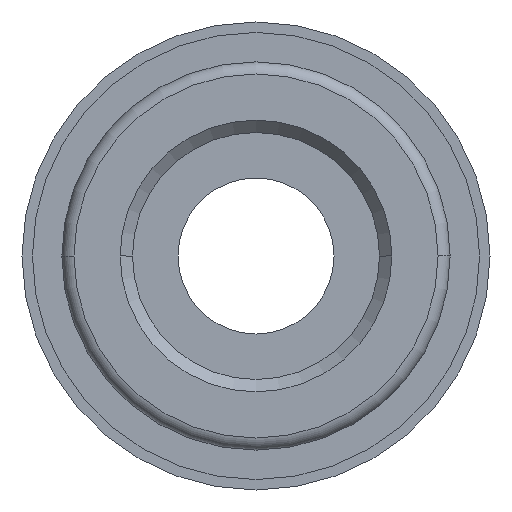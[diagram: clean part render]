
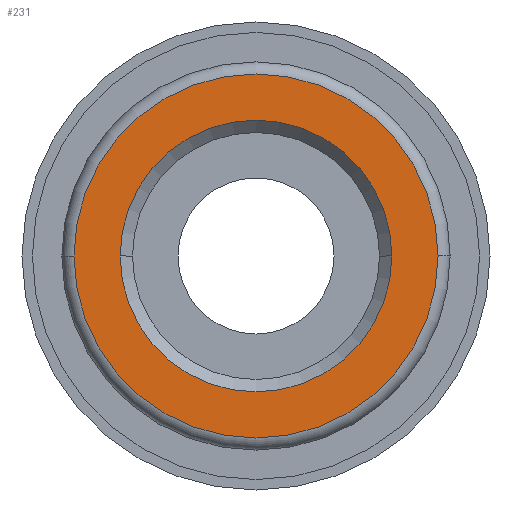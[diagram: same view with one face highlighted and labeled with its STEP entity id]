
A CAD part, front view. The second image highlights one B-rep face of the part: STEP entity #231.
In plain terms, the highlighted planar face has unit normal (0, -1, 0).
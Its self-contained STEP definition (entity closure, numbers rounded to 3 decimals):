
#231=ADVANCED_FACE('',(#473,#474),#475,.T.);
#473=FACE_BOUND('',#710,.T.);
#474=FACE_OUTER_BOUND('',#711,.T.);
#475=PLANE('',#712);
#710=EDGE_LOOP('',(#1266,#1267));
#711=EDGE_LOOP('',(#1268,#1269));
#712=AXIS2_PLACEMENT_3D('',#1270,#1271,#1272);
#1266=ORIENTED_EDGE('',*,*,#1484,.T.);
#1267=ORIENTED_EDGE('',*,*,#1400,.T.);
#1268=ORIENTED_EDGE('',*,*,#1499,.T.);
#1269=ORIENTED_EDGE('',*,*,#1358,.T.);
#1270=CARTESIAN_POINT('',(0.0,0.0,0.0));
#1271=DIRECTION('',(0.0,-1.0,0.0));
#1272=DIRECTION('',(-1.0,0.0,0.0));
#1358=EDGE_CURVE('',#1622,#1620,#1623,.T.);
#1400=EDGE_CURVE('',#1679,#1681,#1683,.T.);
#1484=EDGE_CURVE('',#1681,#1679,#1785,.T.);
#1499=EDGE_CURVE('',#1620,#1622,#1800,.T.);
#1620=VERTEX_POINT('',#1941);
#1622=VERTEX_POINT('',#1944);
#1623=CIRCLE('',#1945,7.0);
#1679=VERTEX_POINT('',#2010);
#1681=VERTEX_POINT('',#2013);
#1683=CIRCLE('',#2016,5.225);
#1785=CIRCLE('',#2132,5.225);
#1800=CIRCLE('',#2151,7.0);
#1941=CARTESIAN_POINT('',(7.0,0.0,0.0));
#1944=CARTESIAN_POINT('',(-7.0,0.0,0.));
#1945=AXIS2_PLACEMENT_3D('',#2274,#2275,#2276);
#2010=CARTESIAN_POINT('',(5.225,0.0,0.));
#2013=CARTESIAN_POINT('',(-5.225,0.0,0.));
#2016=AXIS2_PLACEMENT_3D('',#2345,#2346,#2347);
#2132=AXIS2_PLACEMENT_3D('',#2470,#2471,#2472);
#2151=AXIS2_PLACEMENT_3D('',#2477,#2478,#2479);
#2274=CARTESIAN_POINT('',(0.0,0.0,0.0));
#2275=DIRECTION('',(0.0,-1.0,0.0));
#2276=DIRECTION('',(1.0,0.0,0.0));
#2345=CARTESIAN_POINT('',(0.0,0.0,0.0));
#2346=DIRECTION('',(-0.0,1.0,0.0));
#2347=DIRECTION('',(1.0,0.0,0.0));
#2470=CARTESIAN_POINT('',(0.0,0.0,0.0));
#2471=DIRECTION('',(-0.0,1.0,0.0));
#2472=DIRECTION('',(1.0,0.0,0.0));
#2477=CARTESIAN_POINT('',(0.0,0.0,0.0));
#2478=DIRECTION('',(0.0,-1.0,0.0));
#2479=DIRECTION('',(1.0,0.0,0.0));
